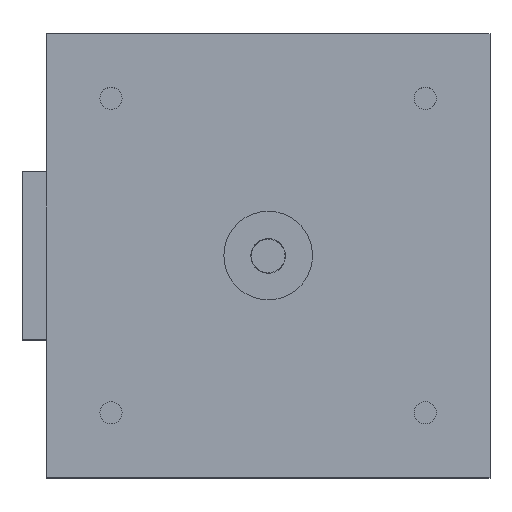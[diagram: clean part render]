
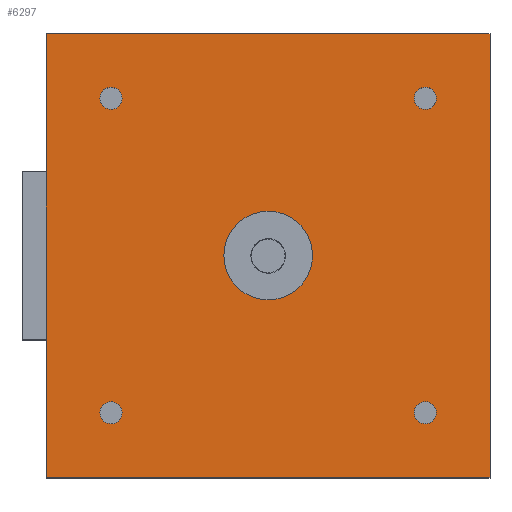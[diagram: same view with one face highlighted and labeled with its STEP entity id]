
A CAD part, top view. The second image highlights one B-rep face of the part: STEP entity #6297.
In plain terms, the highlighted planar face has unit normal (0, 0, 1).
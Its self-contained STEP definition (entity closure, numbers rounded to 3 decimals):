
#102=FACE_BOUND('',#932,.T.);
#103=FACE_BOUND('',#933,.T.);
#104=FACE_BOUND('',#934,.T.);
#105=FACE_BOUND('',#935,.T.);
#106=FACE_BOUND('',#936,.T.);
#282=PLANE('',#6724);
#545=FACE_OUTER_BOUND('',#931,.T.);
#931=EDGE_LOOP('',(#4522,#4523,#4524,#4525));
#932=EDGE_LOOP('',(#4526));
#933=EDGE_LOOP('',(#4527));
#934=EDGE_LOOP('',(#4528));
#935=EDGE_LOOP('',(#4529));
#936=EDGE_LOOP('',(#4530));
#1483=LINE('',#9243,#2109);
#1503=LINE('',#9299,#2129);
#1505=LINE('',#9302,#2131);
#1506=LINE('',#9304,#2132);
#2109=VECTOR('',#7365,10.);
#2129=VECTOR('',#7421,10.);
#2131=VECTOR('',#7425,10.);
#2132=VECTOR('',#7428,10.);
#2706=CIRCLE('',#6694,10.);
#2708=CIRCLE('',#6705,2.5);
#2710=CIRCLE('',#6708,2.5);
#2712=CIRCLE('',#6711,2.5);
#2714=CIRCLE('',#6714,2.5);
#2945=VERTEX_POINT('',#9180);
#2967=VERTEX_POINT('',#9240);
#2968=VERTEX_POINT('',#9242);
#2973=VERTEX_POINT('',#9254);
#2975=VERTEX_POINT('',#9260);
#2977=VERTEX_POINT('',#9266);
#2979=VERTEX_POINT('',#9272);
#2985=VERTEX_POINT('',#9296);
#2986=VERTEX_POINT('',#9298);
#3530=EDGE_CURVE('',#2945,#2945,#2706,.T.);
#3561=EDGE_CURVE('',#2968,#2967,#1483,.T.);
#3567=EDGE_CURVE('',#2973,#2973,#2708,.T.);
#3570=EDGE_CURVE('',#2975,#2975,#2710,.T.);
#3573=EDGE_CURVE('',#2977,#2977,#2712,.T.);
#3576=EDGE_CURVE('',#2979,#2979,#2714,.T.);
#3589=EDGE_CURVE('',#2986,#2985,#1503,.T.);
#3591=EDGE_CURVE('',#2985,#2968,#1505,.T.);
#3592=EDGE_CURVE('',#2967,#2986,#1506,.T.);
#4522=ORIENTED_EDGE('',*,*,#3592,.T.);
#4523=ORIENTED_EDGE('',*,*,#3589,.T.);
#4524=ORIENTED_EDGE('',*,*,#3591,.T.);
#4525=ORIENTED_EDGE('',*,*,#3561,.T.);
#4526=ORIENTED_EDGE('',*,*,#3530,.T.);
#4527=ORIENTED_EDGE('',*,*,#3567,.T.);
#4528=ORIENTED_EDGE('',*,*,#3570,.T.);
#4529=ORIENTED_EDGE('',*,*,#3573,.T.);
#4530=ORIENTED_EDGE('',*,*,#3576,.T.);
#6297=ADVANCED_FACE('',(#545,#102,#103,#104,#105,#106),#282,.T.);
#6694=AXIS2_PLACEMENT_3D('',#9181,#7316,#7317);
#6705=AXIS2_PLACEMENT_3D('',#9255,#7373,#7374);
#6708=AXIS2_PLACEMENT_3D('',#9261,#7380,#7381);
#6711=AXIS2_PLACEMENT_3D('',#9267,#7387,#7388);
#6714=AXIS2_PLACEMENT_3D('',#9273,#7394,#7395);
#6724=AXIS2_PLACEMENT_3D('',#9305,#7429,#7430);
#7316=DIRECTION('center_axis',(0.,0.,-1.));
#7317=DIRECTION('ref_axis',(-1.,0.,0.));
#7365=DIRECTION('',(0.,-1.,0.));
#7373=DIRECTION('center_axis',(0.,0.,-1.));
#7374=DIRECTION('ref_axis',(-1.,0.,0.));
#7380=DIRECTION('center_axis',(0.,0.,-1.));
#7381=DIRECTION('ref_axis',(-1.,0.,0.));
#7387=DIRECTION('center_axis',(0.,0.,-1.));
#7388=DIRECTION('ref_axis',(-1.,0.,0.));
#7394=DIRECTION('center_axis',(0.,0.,-1.));
#7395=DIRECTION('ref_axis',(-1.,0.,0.));
#7421=DIRECTION('',(0.,1.,0.));
#7425=DIRECTION('',(-1.,0.,0.));
#7428=DIRECTION('',(1.,0.,0.));
#7429=DIRECTION('center_axis',(0.,0.,1.));
#7430=DIRECTION('ref_axis',(-1.,0.,0.));
#9180=CARTESIAN_POINT('',(10.,0.,112.));
#9181=CARTESIAN_POINT('Origin',(0.,0.,112.));
#9240=CARTESIAN_POINT('',(-50.,-50.,112.));
#9242=CARTESIAN_POINT('',(-50.,50.,112.));
#9243=CARTESIAN_POINT('',(-50.,50.,112.));
#9254=CARTESIAN_POINT('',(37.929,35.429,112.));
#9255=CARTESIAN_POINT('Origin',(35.429,35.429,112.));
#9260=CARTESIAN_POINT('',(37.929,-35.429,112.));
#9261=CARTESIAN_POINT('Origin',(35.429,-35.429,112.));
#9266=CARTESIAN_POINT('',(-32.929,35.429,112.));
#9267=CARTESIAN_POINT('Origin',(-35.429,35.429,112.));
#9272=CARTESIAN_POINT('',(-32.929,-35.429,112.));
#9273=CARTESIAN_POINT('Origin',(-35.429,-35.429,112.));
#9296=CARTESIAN_POINT('',(50.,50.,112.));
#9298=CARTESIAN_POINT('',(50.,-50.,112.));
#9299=CARTESIAN_POINT('',(50.,-50.,112.));
#9302=CARTESIAN_POINT('',(50.,50.,112.));
#9304=CARTESIAN_POINT('',(-50.,-50.,112.));
#9305=CARTESIAN_POINT('Origin',(0.,0.,112.));
